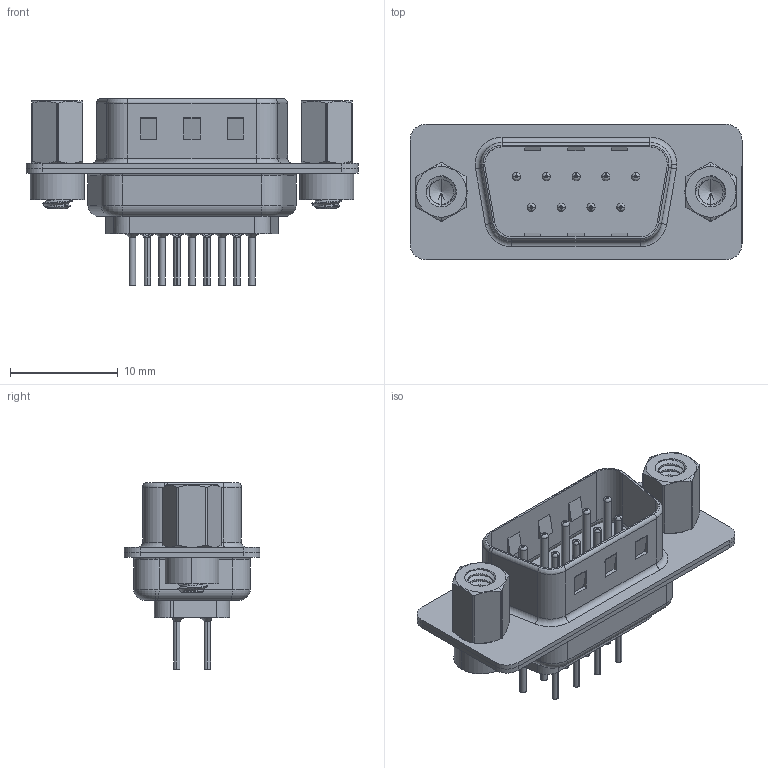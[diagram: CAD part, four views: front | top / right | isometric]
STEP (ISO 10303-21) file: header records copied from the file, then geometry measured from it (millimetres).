
FILE_DESCRIPTION (( 'STEP AP203' ), '1' );
FILE_NAME ('627-009-220-043.STEP', '2020-07-13T22:22:16', ( '' ), ( '' ), 'SwSTEP 2.0', 'SolidWorks 2020', '' );
FILE_SCHEMA (( 'CONFIG_CONTROL_DESIGN' ));
Length unit declared in the file: millimetre
Products named in the file (8): 627 Contact Row 2_20L; 627 4-40 Hex Standoff; 627 Shell Rear_09 Contacts; 627 Housing_09 LP; 627 Contact Row 1_20L; 627-009-220-043; 627 Shell Front_09 Contacts; 627 4-40 Threaded Rivet
Assembly tree (16 placements, depth 2):
  627-009-220-043
    627 Housing_09 LP
    627 Shell Front_09 Contacts
    627 Shell Rear_09 Contacts
    627 Contact Row 1_20L  x5
    627 Contact Row 2_20L  x4
    627 4-40 Threaded Rivet  x2
    627 4-40 Hex Standoff  x2
Bounding box: 30.8 x 12.6 x 17.3 mm (x, y, z)
Volume: 1519.5 mm3; surface area: 4406.4 mm2
Topology: 16 solids, 16 shells, 1308 faces, 3408 edges, 2125 vertices
Faces by surface type: cylinder 532, plane 345, torus 293, cone 120, bspline 18
Entity records: 23269 total; most frequent: CARTESIAN_POINT 7954, DIRECTION 3117, ORIENTED_EDGE 2950, EDGE_CURVE 1475, AXIS2_PLACEMENT_3D 1248, VERTEX_POINT 934, EDGE_LOOP 657, CIRCLE 654
